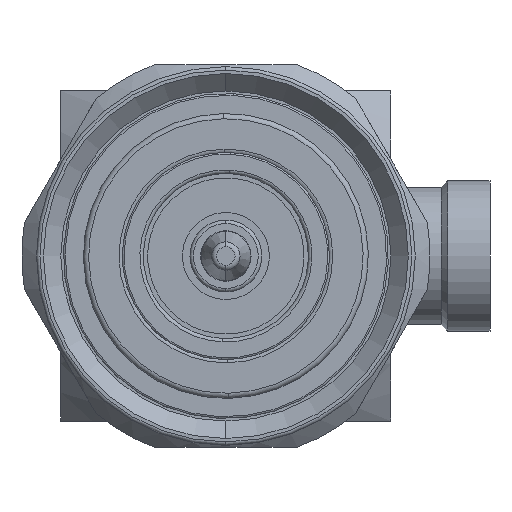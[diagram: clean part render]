
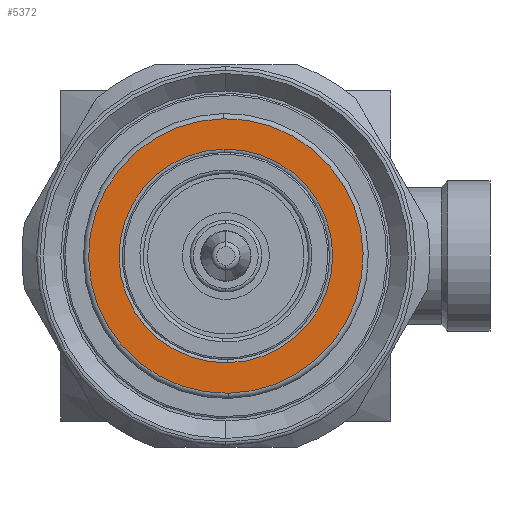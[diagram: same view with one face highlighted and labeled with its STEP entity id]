
A CAD part, left-side view. The second image highlights one B-rep face of the part: STEP entity #5372.
In plain terms, the highlighted planar face has unit normal (-1, 0, 0).
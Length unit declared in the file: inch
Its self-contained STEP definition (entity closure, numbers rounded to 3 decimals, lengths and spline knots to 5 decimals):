
#71 = CARTESIAN_POINT ( 'NONE',  ( -0.40551, -0.00418, -0.24209 ) ) ;
#346 = VERTEX_POINT ( 'NONE', #6067 ) ;
#824 = DIRECTION ( 'NONE',  ( 0., 1., 0. ) ) ;
#1092 = EDGE_CURVE ( 'NONE', #346, #3797, #4471, .T. ) ;
#1283 = DIRECTION ( 'NONE',  ( 1., 0., 0. ) ) ;
#1386 = ORIENTED_EDGE ( 'NONE', *, *, #1576, .F. ) ;
#1397 = FACE_BOUND ( 'NONE', #5162, .T. ) ;
#1556 = DIRECTION ( 'NONE',  ( 0., 0.017, 1. ) ) ;
#1576 = EDGE_CURVE ( 'NONE', #3797, #346, #2044, .T. ) ;
#1702 = AXIS2_PLACEMENT_3D ( 'NONE', #5509, #1283, #824 ) ;
#1717 = DIRECTION ( 'NONE',  ( 0., 0.017, 1. ) ) ;
#1891 = ORIENTED_EDGE ( 'NONE', *, *, #4968, .T. ) ;
#1910 = CARTESIAN_POINT ( 'NONE',  ( -0.40551, 0.00537, 0.31098 ) ) ;
#1944 = DIRECTION ( 'NONE',  ( -1., 0., 0. ) ) ;
#2044 = CIRCLE ( 'NONE', #5198, 0.24213 ) ;
#2184 = DIRECTION ( 'NONE',  ( -1., 0., 0. ) ) ;
#2326 = CIRCLE ( 'NONE', #3099, 0.31102 ) ;
#2351 = AXIS2_PLACEMENT_3D ( 'NONE', #4062, #2184, #1717 ) ;
#2360 = CIRCLE ( 'NONE', #2351, 0.31102 ) ;
#2364 = PLANE ( 'NONE',  #1702 ) ;
#2787 = VERTEX_POINT ( 'NONE', #3431 ) ;
#3048 = DIRECTION ( 'NONE',  ( -1., 0., 0. ) ) ;
#3099 = AXIS2_PLACEMENT_3D ( 'NONE', #3574, #3048, #3111 ) ;
#3111 = DIRECTION ( 'NONE',  ( 0., 0.017, 1. ) ) ;
#3391 = EDGE_CURVE ( 'NONE', #2787, #3741, #2360, .T. ) ;
#3431 = CARTESIAN_POINT ( 'NONE',  ( -0.40551, -0.00537, -0.31098 ) ) ;
#3574 = CARTESIAN_POINT ( 'NONE',  ( -0.40551, 0., 0. ) ) ;
#3741 = VERTEX_POINT ( 'NONE', #1910 ) ;
#3797 = VERTEX_POINT ( 'NONE', #71 ) ;
#3829 = DIRECTION ( 'NONE',  ( 0., 0.017, 1. ) ) ;
#4062 = CARTESIAN_POINT ( 'NONE',  ( -0.40551, 0., 0. ) ) ;
#4241 = EDGE_LOOP ( 'NONE', ( #1891, #4727 ) ) ;
#4471 = CIRCLE ( 'NONE', #5059, 0.24213 ) ;
#4727 = ORIENTED_EDGE ( 'NONE', *, *, #3391, .T. ) ;
#4764 = CARTESIAN_POINT ( 'NONE',  ( -0.40551, 0., 0. ) ) ;
#4804 = ORIENTED_EDGE ( 'NONE', *, *, #1092, .F. ) ;
#4815 = CARTESIAN_POINT ( 'NONE',  ( -0.40551, 0., 0. ) ) ;
#4968 = EDGE_CURVE ( 'NONE', #3741, #2787, #2326, .T. ) ;
#5059 = AXIS2_PLACEMENT_3D ( 'NONE', #4764, #1944, #3829 ) ;
#5162 = EDGE_LOOP ( 'NONE', ( #4804, #1386 ) ) ;
#5198 = AXIS2_PLACEMENT_3D ( 'NONE', #4815, #5788, #1556 ) ;
#5372 = ADVANCED_FACE ( 'NONE', ( #1397, #5905 ), #2364, .F. ) ;
#5509 = CARTESIAN_POINT ( 'NONE',  ( -0.40551, 0.24209, -0.00418 ) ) ;
#5788 = DIRECTION ( 'NONE',  ( -1., 0., 0. ) ) ;
#5905 = FACE_OUTER_BOUND ( 'NONE', #4241, .T. ) ;
#6067 = CARTESIAN_POINT ( 'NONE',  ( -0.40551, 0.00418, 0.24209 ) ) ;
